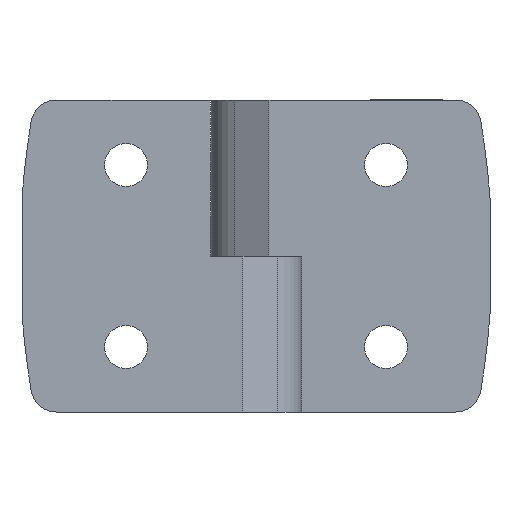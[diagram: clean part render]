
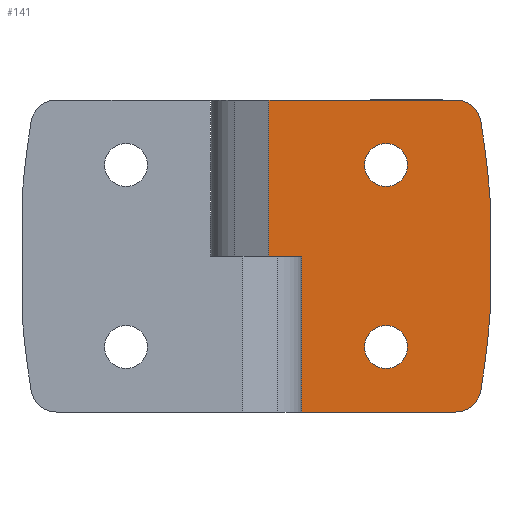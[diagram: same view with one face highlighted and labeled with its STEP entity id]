
A CAD part, front view. The second image highlights one B-rep face of the part: STEP entity #141.
In plain terms, the highlighted planar face has unit normal (0, -1, 0).
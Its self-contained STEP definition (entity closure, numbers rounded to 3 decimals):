
#141 = ADVANCED_FACE( '', ( #282, #283, #284 ), #285, .F. );
#282 = FACE_BOUND( '', #439, .T. );
#283 = FACE_BOUND( '', #440, .T. );
#284 = FACE_OUTER_BOUND( '', #441, .T. );
#285 = PLANE( '', #442 );
#439 = EDGE_LOOP( '', ( #668 ) );
#440 = EDGE_LOOP( '', ( #669 ) );
#441 = EDGE_LOOP( '', ( #670, #671, #672, #673, #674, #675, #676, #677, #678, #679 ) );
#442 = AXIS2_PLACEMENT_3D( '', #680, #681, #682 );
#668 = ORIENTED_EDGE( '', *, *, #891, .T. );
#669 = ORIENTED_EDGE( '', *, *, #947, .T. );
#670 = ORIENTED_EDGE( '', *, *, #948, .F. );
#671 = ORIENTED_EDGE( '', *, *, #949, .T. );
#672 = ORIENTED_EDGE( '', *, *, #950, .F. );
#673 = ORIENTED_EDGE( '', *, *, #951, .F. );
#674 = ORIENTED_EDGE( '', *, *, #952, .F. );
#675 = ORIENTED_EDGE( '', *, *, #933, .F. );
#676 = ORIENTED_EDGE( '', *, *, #921, .F. );
#677 = ORIENTED_EDGE( '', *, *, #902, .F. );
#678 = ORIENTED_EDGE( '', *, *, #944, .T. );
#679 = ORIENTED_EDGE( '', *, *, #927, .F. );
#680 = CARTESIAN_POINT( '', ( 36., -9., -24. ) );
#681 = DIRECTION( '', ( 0., 1., 0. ) );
#682 = DIRECTION( '', ( 0., 0., 1. ) );
#891 = EDGE_CURVE( '', #1039, #1039, #1040, .T. );
#902 = EDGE_CURVE( '', #1055, #1057, #1058, .T. );
#921 = EDGE_CURVE( '', #1057, #1088, #1089, .T. );
#927 = EDGE_CURVE( '', #1097, #1092, #1099, .T. );
#933 = EDGE_CURVE( '', #1088, #1107, #1108, .T. );
#944 = EDGE_CURVE( '', #1055, #1092, #1122, .T. );
#947 = EDGE_CURVE( '', #1125, #1125, #1126, .T. );
#948 = EDGE_CURVE( '', #1127, #1097, #1128, .T. );
#949 = EDGE_CURVE( '', #1127, #1129, #1130, .T. );
#950 = EDGE_CURVE( '', #1131, #1129, #1132, .T. );
#951 = EDGE_CURVE( '', #1133, #1131, #1134, .T. );
#952 = EDGE_CURVE( '', #1107, #1133, #1135, .T. );
#1039 = VERTEX_POINT( '', #1245 );
#1040 = CIRCLE( '', #1246, 3.3 );
#1055 = VERTEX_POINT( '', #1267 );
#1057 = VERTEX_POINT( '', #1270 );
#1058 = CIRCLE( '', #1271, 125.64 );
#1088 = VERTEX_POINT( '', #1495 );
#1089 = CIRCLE( '', #1496, 4. );
#1092 = VERTEX_POINT( '', #1500 );
#1097 = VERTEX_POINT( '', #1509 );
#1099 = CIRCLE( '', #1512, 125.64 );
#1107 = VERTEX_POINT( '', #1525 );
#1108 = LINE( '', #1526, #1527 );
#1122 = LINE( '', #1558, #1559 );
#1125 = VERTEX_POINT( '', #1563 );
#1126 = CIRCLE( '', #1564, 3.3 );
#1127 = VERTEX_POINT( '', #1565 );
#1128 = CIRCLE( '', #1566, 4. );
#1129 = VERTEX_POINT( '', #1567 );
#1130 = LINE( '', #1568, #1569 );
#1131 = VERTEX_POINT( '', #1570 );
#1132 = LINE( '', #1571, #1572 );
#1133 = VERTEX_POINT( '', #1573 );
#1134 = LINE( '', #1574, #1575 );
#1135 = LINE( '', #1576, #1577 );
#1245 = CARTESIAN_POINT( '', ( 20., -9., -10.7 ) );
#1246 = AXIS2_PLACEMENT_3D( '', #1886, #1887, #1888 );
#1267 = CARTESIAN_POINT( '', ( 36., -9., -8.871 ) );
#1270 = CARTESIAN_POINT( '', ( 34.604, -9., -20.658 ) );
#1271 = AXIS2_PLACEMENT_3D( '', #1896, #1897, #1898 );
#1495 = CARTESIAN_POINT( '', ( 30.658, -9., -24. ) );
#1496 = AXIS2_PLACEMENT_3D( '', #1913, #1914, #1915 );
#1500 = CARTESIAN_POINT( '', ( 36., -9., 8.871 ) );
#1509 = CARTESIAN_POINT( '', ( 34.604, -9., 20.658 ) );
#1512 = AXIS2_PLACEMENT_3D( '', #1919, #1920, #1921 );
#1525 = CARTESIAN_POINT( '', ( 7., -9., -24. ) );
#1526 = CARTESIAN_POINT( '', ( 36., -9., -24. ) );
#1527 = VECTOR( '', #1924, 1000. );
#1558 = CARTESIAN_POINT( '', ( 36., -9., -24. ) );
#1559 = VECTOR( '', #1939, 1000. );
#1563 = CARTESIAN_POINT( '', ( 20., -9., 17.3 ) );
#1564 = AXIS2_PLACEMENT_3D( '', #1941, #1942, #1943 );
#1565 = CARTESIAN_POINT( '', ( 30.658, -9., 24. ) );
#1566 = AXIS2_PLACEMENT_3D( '', #1944, #1945, #1946 );
#1567 = CARTESIAN_POINT( '', ( 2., -9., 24. ) );
#1568 = CARTESIAN_POINT( '', ( 36., -9., 24. ) );
#1569 = VECTOR( '', #1947, 1000. );
#1570 = CARTESIAN_POINT( '', ( 2., -9., 0. ) );
#1571 = CARTESIAN_POINT( '', ( 2., -9., -24. ) );
#1572 = VECTOR( '', #1948, 1000. );
#1573 = CARTESIAN_POINT( '', ( 7., -9., 0. ) );
#1574 = CARTESIAN_POINT( '', ( 7., -9., 0. ) );
#1575 = VECTOR( '', #1949, 1000. );
#1576 = CARTESIAN_POINT( '', ( 7., -9., -24. ) );
#1577 = VECTOR( '', #1950, 1000. );
#1886 = CARTESIAN_POINT( '', ( 20., -9., -14. ) );
#1887 = DIRECTION( '', ( 0., 1., 0. ) );
#1888 = DIRECTION( '', ( 0., 0., 1. ) );
#1896 = CARTESIAN_POINT( '', ( -89.327, -9., 0. ) );
#1897 = DIRECTION( '', ( 0., 1., 0. ) );
#1898 = DIRECTION( '', ( 1., 0., 0. ) );
#1913 = CARTESIAN_POINT( '', ( 30.658, -9., -20. ) );
#1914 = DIRECTION( '', ( 0., 1., 0. ) );
#1915 = DIRECTION( '', ( 1., 0., 0. ) );
#1919 = CARTESIAN_POINT( '', ( -89.327, -9., 0. ) );
#1920 = DIRECTION( '', ( 0., 1., 0. ) );
#1921 = DIRECTION( '', ( 1., 0., 0. ) );
#1924 = DIRECTION( '', ( -1., 0., 0. ) );
#1939 = DIRECTION( '', ( 0., 0., 1. ) );
#1941 = CARTESIAN_POINT( '', ( 20., -9., 14. ) );
#1942 = DIRECTION( '', ( 0., 1., 0. ) );
#1943 = DIRECTION( '', ( 0., 0., 1. ) );
#1944 = CARTESIAN_POINT( '', ( 30.658, -9., 20. ) );
#1945 = DIRECTION( '', ( 0., 1., 0. ) );
#1946 = DIRECTION( '', ( 1., 0., 0. ) );
#1947 = DIRECTION( '', ( -1., 0., 0. ) );
#1948 = DIRECTION( '', ( 0., 0., 1. ) );
#1949 = DIRECTION( '', ( -1., 0., 0. ) );
#1950 = DIRECTION( '', ( 0., 0., 1. ) );
